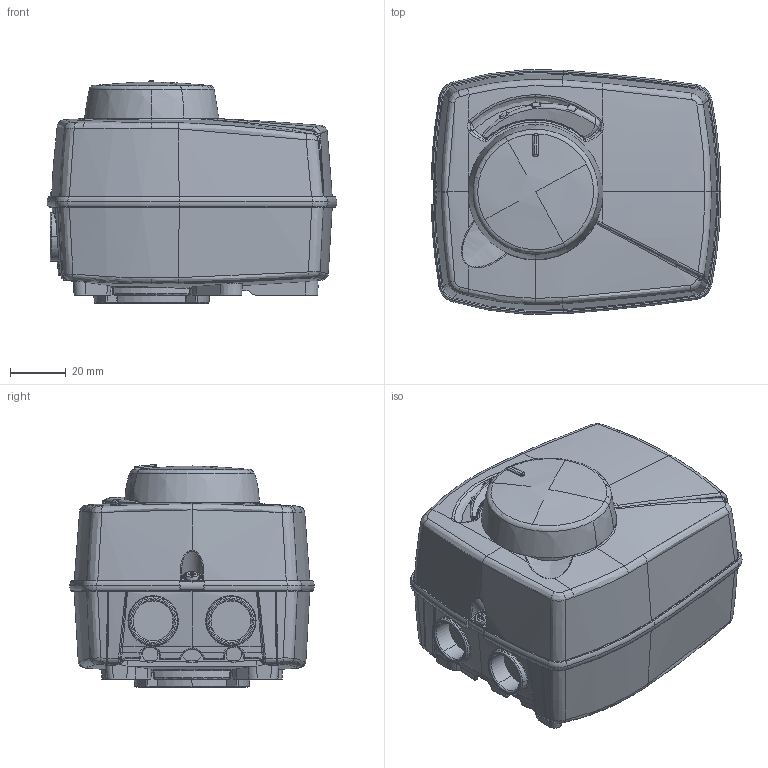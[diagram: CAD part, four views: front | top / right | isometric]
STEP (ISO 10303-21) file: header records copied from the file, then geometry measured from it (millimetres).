
FILE_DESCRIPTION(('CATIA V5 STEP Exchange'),'2;1');
FILE_NAME('ARA 6XX.V2stp.stp','2008-08-12T12:26:37+00:00',('none'),('none'),'CATIA Version 5 Release 16 (IN-10)','CATIA V5 STEP AP214','none');
FILE_SCHEMA(('AUTOMOTIVE_DESIGN { 1 0 10303 214 1 1 1 1 }'));
Products named in the file (8): ARA 6XX; 8000-01; 8001-01; 8002-01; 8009-01; 8013-01; 8014-01; 8016-01
Assembly tree (7 placements, depth 2):
  ARA 6XX
    8000-01
    8001-01
    8002-01
    8009-01
    8013-01
    8014-01
    8016-01
Bounding box: 104.15 x 87.93 x 80.1 mm (x, y, z)
Volume: 85853.2 mm3; surface area: 103649.8 mm2
Topology: 8 solids, 8 shells, 1132 faces, 2899 edges, 1742 vertices
Faces by surface type: bspline 350, plane 228, cylinder 208, torus 130, revolution 76, sphere 76, cone 61, extrusion 3
Entity records: 54391 total; most frequent: CARTESIAN_POINT 32286, ORIENTED_EDGE 5662, EDGE_CURVE 2831, DIRECTION 2427, B_SPLINE_CURVE_WITH_KNOTS 1778, VERTEX_POINT 1742, EDGE_LOOP 1169, AXIS2_PLACEMENT_3D 1133
